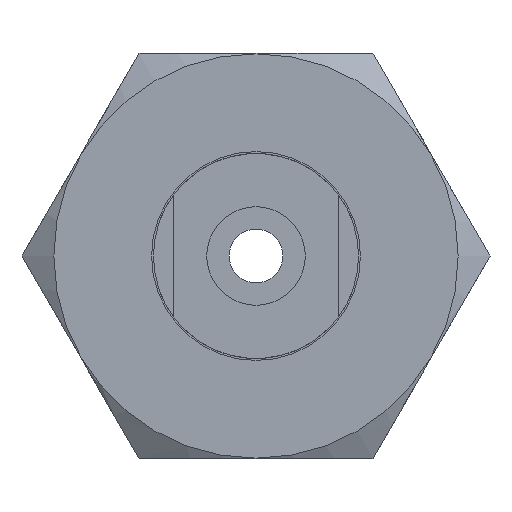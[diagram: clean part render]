
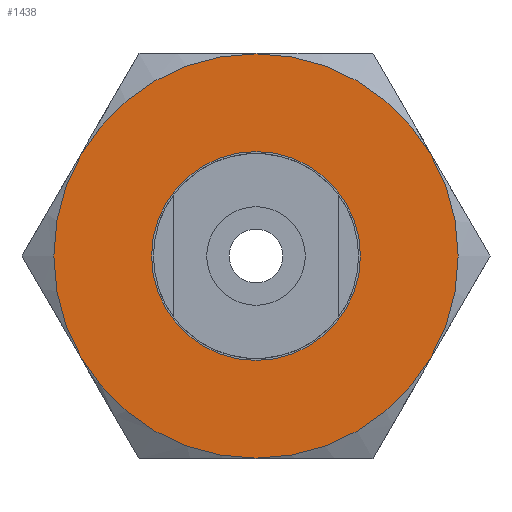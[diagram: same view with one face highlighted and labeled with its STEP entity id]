
A CAD part, left-side view. The second image highlights one B-rep face of the part: STEP entity #1438.
In plain terms, the highlighted planar face has unit normal (-1, 0, 0).
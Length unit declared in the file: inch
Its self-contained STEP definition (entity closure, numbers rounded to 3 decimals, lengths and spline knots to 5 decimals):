
#61 = DIRECTION ( 'NONE',  ( 0., 0., 1. ) ) ;
#513 = VERTEX_POINT ( 'NONE', #3256 ) ;
#834 = CARTESIAN_POINT ( 'NONE',  ( -1.5075, 0., 0. ) ) ;
#1267 = VERTEX_POINT ( 'NONE', #3575 ) ;
#1438 = ADVANCED_FACE ( 'NONE', ( #6817, #9459 ), #8371, .T. ) ;
#1601 = DIRECTION ( 'NONE',  ( 1., 0., 0. ) ) ;
#2005 = VERTEX_POINT ( 'NONE', #5335 ) ;
#2517 = DIRECTION ( 'NONE',  ( 0., 0., -1. ) ) ;
#2728 = DIRECTION ( 'NONE',  ( 1., 0., 0. ) ) ;
#2823 = CIRCLE ( 'NONE', #8710, 0.53 ) ;
#2971 = EDGE_CURVE ( 'NONE', #513, #1267, #3128, .T. ) ;
#3032 = DIRECTION ( 'NONE',  ( -1., 0., 0. ) ) ;
#3047 = CIRCLE ( 'NONE', #8503, 0.53 ) ;
#3055 = CARTESIAN_POINT ( 'NONE',  ( -1.5075, 0., 0. ) ) ;
#3098 = CARTESIAN_POINT ( 'NONE',  ( -1.5075, 0.27375, 0. ) ) ;
#3128 = CIRCLE ( 'NONE', #7282, 0.27375 ) ;
#3256 = CARTESIAN_POINT ( 'NONE',  ( -1.5075, 0., 0.27375 ) ) ;
#3417 = CARTESIAN_POINT ( 'NONE',  ( -1.5075, 0., 0. ) ) ;
#3575 = CARTESIAN_POINT ( 'NONE',  ( -1.5075, 0., -0.27375 ) ) ;
#3710 = EDGE_CURVE ( 'NONE', #1267, #513, #6920, .T. ) ;
#3747 = ORIENTED_EDGE ( 'NONE', *, *, #8559, .F. ) ;
#3803 = CARTESIAN_POINT ( 'NONE',  ( -1.5075, 0., 0.53 ) ) ;
#3830 = DIRECTION ( 'NONE',  ( 1., 0., 0. ) ) ;
#4356 = EDGE_LOOP ( 'NONE', ( #5542, #3747 ) ) ;
#4586 = VERTEX_POINT ( 'NONE', #3803 ) ;
#4592 = DIRECTION ( 'NONE',  ( 0., 0., -1. ) ) ;
#4704 = AXIS2_PLACEMENT_3D ( 'NONE', #3098, #3032, #61 ) ;
#4779 = DIRECTION ( 'NONE',  ( 1., 0., 0. ) ) ;
#5335 = CARTESIAN_POINT ( 'NONE',  ( -1.5075, 0., -0.53 ) ) ;
#5542 = ORIENTED_EDGE ( 'NONE', *, *, #8033, .F. ) ;
#6446 = ORIENTED_EDGE ( 'NONE', *, *, #2971, .T. ) ;
#6817 = FACE_BOUND ( 'NONE', #8635, .T. ) ;
#6918 = DIRECTION ( 'NONE',  ( 0., 0., -1. ) ) ;
#6920 = CIRCLE ( 'NONE', #8806, 0.27375 ) ;
#7282 = AXIS2_PLACEMENT_3D ( 'NONE', #834, #1601, #6918 ) ;
#7345 = ORIENTED_EDGE ( 'NONE', *, *, #3710, .T. ) ;
#7888 = CARTESIAN_POINT ( 'NONE',  ( -1.5075, 0., 0. ) ) ;
#8033 = EDGE_CURVE ( 'NONE', #2005, #4586, #3047, .T. ) ;
#8371 = PLANE ( 'NONE',  #4704 ) ;
#8503 = AXIS2_PLACEMENT_3D ( 'NONE', #3417, #2728, #8698 ) ;
#8559 = EDGE_CURVE ( 'NONE', #4586, #2005, #2823, .T. ) ;
#8635 = EDGE_LOOP ( 'NONE', ( #7345, #6446 ) ) ;
#8698 = DIRECTION ( 'NONE',  ( 0., 0., -1. ) ) ;
#8710 = AXIS2_PLACEMENT_3D ( 'NONE', #7888, #4779, #2517 ) ;
#8806 = AXIS2_PLACEMENT_3D ( 'NONE', #3055, #3830, #4592 ) ;
#9459 = FACE_OUTER_BOUND ( 'NONE', #4356, .T. ) ;
